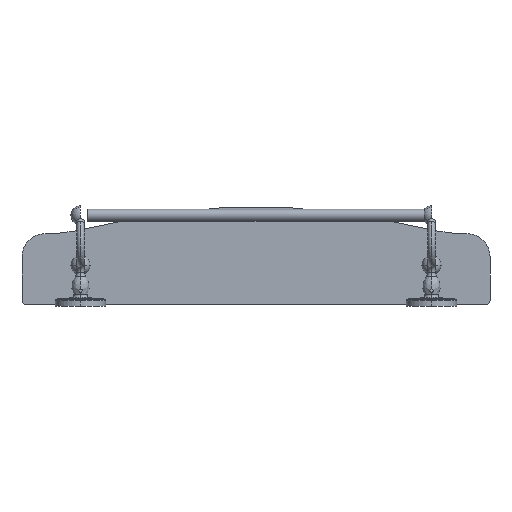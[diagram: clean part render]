
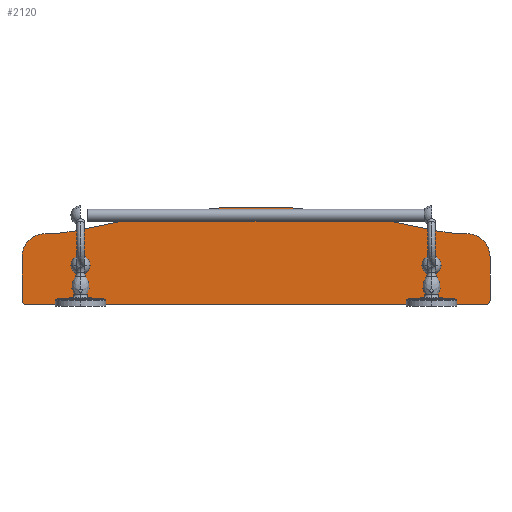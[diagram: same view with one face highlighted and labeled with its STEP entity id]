
A CAD part, front view. The second image highlights one B-rep face of the part: STEP entity #2120.
In plain terms, the highlighted planar face has unit normal (0, -1, 0).
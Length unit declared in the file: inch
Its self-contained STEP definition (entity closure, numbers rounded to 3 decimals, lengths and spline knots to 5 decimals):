
#611=CARTESIAN_POINT('',(20.803,1.726,-0.035));
#612=DIRECTION('',(0.,1.,0.));
#613=DIRECTION('',(1.,0.,0.));
#614=AXIS2_PLACEMENT_3D('',#611,#612,#613);
#616=CARTESIAN_POINT('',(-2.803,1.726,-0.035));
#617=DIRECTION('',(0.,1.,0.));
#618=DIRECTION('',(0.,0.,-1.));
#619=AXIS2_PLACEMENT_3D('',#616,#617,#618);
#621=CARTESIAN_POINT('',(-1.82,1.726,2.21));
#622=DIRECTION('',(0.,1.,0.));
#623=DIRECTION('',(-1.,0.,0.));
#624=AXIS2_PLACEMENT_3D('',#621,#622,#623);
#626=CARTESIAN_POINT('',(-1.82,1.726,12.3061));
#627=DIRECTION('',(0.,-1.,0.));
#628=DIRECTION('',(0.,0.,-1.));
#629=AXIS2_PLACEMENT_3D('',#626,#627,#628);
#631=CARTESIAN_POINT('',(9.,1.726,-29.484));
#632=DIRECTION('',(0.,1.,0.));
#633=DIRECTION('',(-0.251,0.,0.968));
#634=AXIS2_PLACEMENT_3D('',#631,#632,#633);
#636=CARTESIAN_POINT('',(19.82,1.726,12.3061));
#637=DIRECTION('',(0.,-1.,0.));
#638=DIRECTION('',(-0.251,0.,-0.968));
#639=AXIS2_PLACEMENT_3D('',#636,#637,#638);
#641=CARTESIAN_POINT('',(19.82,1.726,2.21));
#642=DIRECTION('',(0.,1.,0.));
#643=DIRECTION('',(0.,0.,1.));
#644=AXIS2_PLACEMENT_3D('',#641,#642,#643);
#1014=DIRECTION('',(0.,0.,1.));
#1015=VECTOR('',#1014,2.245);
#1016=CARTESIAN_POINT('',(21.,1.726,-0.035));
#1017=LINE('',#1016,#1015);
#1050=DIRECTION('',(0.,0.,-1.));
#1051=VECTOR('',#1050,2.245);
#1052=CARTESIAN_POINT('',(-3.,1.726,2.21));
#1053=LINE('',#1052,#1051);
#1070=DIRECTION('',(1.,0.,0.));
#1071=VECTOR('',#1070,23.606);
#1072=CARTESIAN_POINT('',(-2.803,1.726,-0.232));
#1073=LINE('',#1072,#1071);
#1246=CARTESIAN_POINT('',(21.,1.726,-0.035));
#1247=CARTESIAN_POINT('',(20.803,1.726,-0.232));
#1248=VERTEX_POINT('',#1246);
#1249=VERTEX_POINT('',#1247);
#1250=CARTESIAN_POINT('',(-2.803,1.726,-0.232));
#1251=CARTESIAN_POINT('',(-3.,1.726,-0.035));
#1252=VERTEX_POINT('',#1250);
#1253=VERTEX_POINT('',#1251);
#1254=CARTESIAN_POINT('',(-3.,1.726,2.21));
#1255=CARTESIAN_POINT('',(-1.82,1.726,3.39));
#1256=VERTEX_POINT('',#1254);
#1257=VERTEX_POINT('',#1255);
#1258=CARTESIAN_POINT('',(0.4148,1.726,3.67462));
#1259=VERTEX_POINT('',#1258);
#1260=CARTESIAN_POINT('',(17.5852,1.726,3.67462));
#1261=VERTEX_POINT('',#1260);
#1262=CARTESIAN_POINT('',(19.82,1.726,3.39));
#1263=VERTEX_POINT('',#1262);
#1264=CARTESIAN_POINT('',(21.,1.726,2.21));
#1265=VERTEX_POINT('',#1264);
#2093=CARTESIAN_POINT('',(9.,1.726,2.27135));
#2094=DIRECTION('',(0.,1.,0.));
#2095=DIRECTION('',(1.,0.,0.));
#2096=AXIS2_PLACEMENT_3D('',#2093,#2094,#2095);
#2097=PLANE('',#2096);
#2099=ORIENTED_EDGE('',*,*,#2098,.T.);
#2101=ORIENTED_EDGE('',*,*,#2100,.F.);
#2103=ORIENTED_EDGE('',*,*,#2102,.T.);
#2105=ORIENTED_EDGE('',*,*,#2104,.F.);
#2107=ORIENTED_EDGE('',*,*,#2106,.T.);
#2109=ORIENTED_EDGE('',*,*,#2108,.T.);
#2111=ORIENTED_EDGE('',*,*,#2110,.T.);
#2113=ORIENTED_EDGE('',*,*,#2112,.T.);
#2115=ORIENTED_EDGE('',*,*,#2114,.T.);
#2117=ORIENTED_EDGE('',*,*,#2116,.F.);
#2118=EDGE_LOOP('',(#2099,#2101,#2103,#2105,#2107,#2109,#2111,#2113,#2115,
#2117));
#2119=FACE_OUTER_BOUND('',#2118,.F.);
#2120=ADVANCED_FACE('',(#2119),#2097,.F.);
#615=CIRCLE('',#614,0.197);
#620=CIRCLE('',#619,0.197);
#625=CIRCLE('',#624,1.18);
#630=CIRCLE('',#629,8.9161);
#635=CIRCLE('',#634,34.252);
#640=CIRCLE('',#639,8.9161);
#645=CIRCLE('',#644,1.18);
#2098=EDGE_CURVE('',#1248,#1249,#615,.T.);
#2100=EDGE_CURVE('',#1252,#1249,#1073,.T.);
#2102=EDGE_CURVE('',#1252,#1253,#620,.T.);
#2104=EDGE_CURVE('',#1256,#1253,#1053,.T.);
#2106=EDGE_CURVE('',#1256,#1257,#625,.T.);
#2108=EDGE_CURVE('',#1257,#1259,#630,.T.);
#2110=EDGE_CURVE('',#1259,#1261,#635,.T.);
#2112=EDGE_CURVE('',#1261,#1263,#640,.T.);
#2114=EDGE_CURVE('',#1263,#1265,#645,.T.);
#2116=EDGE_CURVE('',#1248,#1265,#1017,.T.);
